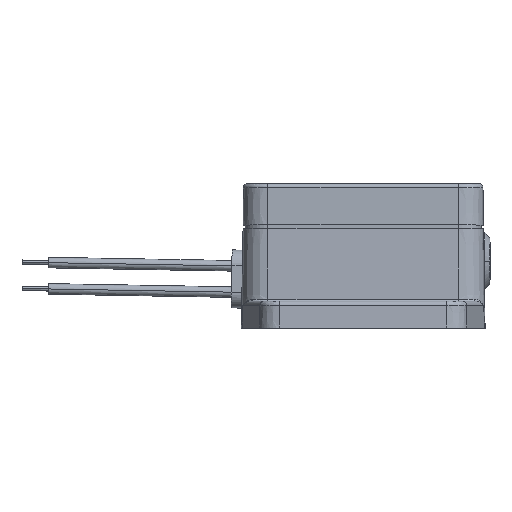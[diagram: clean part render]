
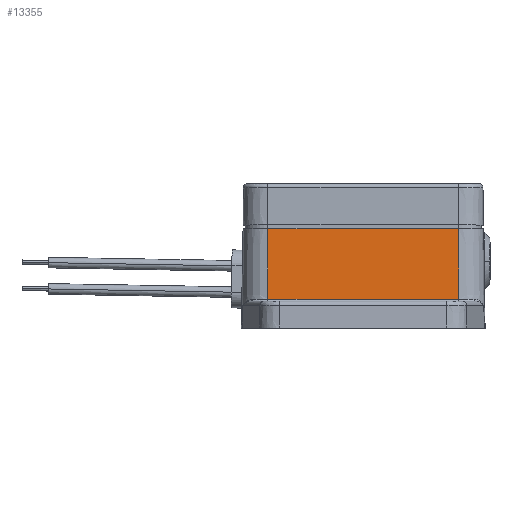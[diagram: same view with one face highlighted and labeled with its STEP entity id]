
A CAD part, top view. The second image highlights one B-rep face of the part: STEP entity #13355.
In plain terms, the highlighted planar face has unit normal (0, 0.018, 1).
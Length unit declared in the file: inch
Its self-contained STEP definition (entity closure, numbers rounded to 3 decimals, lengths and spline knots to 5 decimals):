
#429 = CARTESIAN_POINT ( 'NONE',  ( 0., 0., 1.25984 ) ) ;
#477 = EDGE_LOOP ( 'NONE', ( #38632, #21484, #12799, #26221 ) ) ;
#691 = CARTESIAN_POINT ( 'NONE',  ( 0., -0.67, 1.27154 ) ) ;
#1010 = DIRECTION ( 'NONE',  ( 1., 0., 0. ) ) ;
#4417 = EDGE_CURVE ( 'NONE', #47507, #9745, #16232, .T. ) ;
#5305 = EDGE_CURVE ( 'NONE', #49902, #34831, #11705, .T. ) ;
#5832 = VECTOR ( 'NONE', #28067, 39.37008 ) ;
#8457 = DIRECTION ( 'NONE',  ( 0., -1., 0.017 ) ) ;
#8541 = AXIS2_PLACEMENT_3D ( 'NONE', #429, #31903, #8457 ) ;
#9745 = VERTEX_POINT ( 'NONE', #24368 ) ;
#10096 = VECTOR ( 'NONE', #10403, 39.37008 ) ;
#10403 = DIRECTION ( 'NONE',  ( 0., 1., -0.017 ) ) ;
#11153 = VECTOR ( 'NONE', #23891, 39.37008 ) ;
#11705 = LINE ( 'NONE', #40185, #41699 ) ;
#12057 = CARTESIAN_POINT ( 'NONE',  ( -0.90551, 0., 1.25984 ) ) ;
#12799 = ORIENTED_EDGE ( 'NONE', *, *, #38561, .F. ) ;
#13355 = ADVANCED_FACE ( 'NONE', ( #28380 ), #35687, .T. ) ;
#13592 = LINE ( 'NONE', #47261, #11153 ) ;
#16232 = LINE ( 'NONE', #691, #5832 ) ;
#19250 = LINE ( 'NONE', #37750, #10096 ) ;
#21011 = EDGE_CURVE ( 'NONE', #34831, #9745, #13592, .T. ) ;
#21484 = ORIENTED_EDGE ( 'NONE', *, *, #5305, .F. ) ;
#23891 = DIRECTION ( 'NONE',  ( 0., -1., 0.017 ) ) ;
#24368 = CARTESIAN_POINT ( 'NONE',  ( 0.90551, -0.67, 1.27154 ) ) ;
#26221 = ORIENTED_EDGE ( 'NONE', *, *, #4417, .T. ) ;
#28067 = DIRECTION ( 'NONE',  ( 1., 0., 0. ) ) ;
#28380 = FACE_OUTER_BOUND ( 'NONE', #477, .T. ) ;
#31903 = DIRECTION ( 'NONE',  ( 0., 0.017, 1. ) ) ;
#34831 = VERTEX_POINT ( 'NONE', #39830 ) ;
#35687 = PLANE ( 'NONE',  #8541 ) ;
#37750 = CARTESIAN_POINT ( 'NONE',  ( -0.90551, -19645.66929, 344.17628 ) ) ;
#38561 = EDGE_CURVE ( 'NONE', #47507, #49902, #19250, .T. ) ;
#38632 = ORIENTED_EDGE ( 'NONE', *, *, #21011, .F. ) ;
#39830 = CARTESIAN_POINT ( 'NONE',  ( 0.90551, 0., 1.25984 ) ) ;
#40185 = CARTESIAN_POINT ( 'NONE',  ( -0.90551, 0., 1.25984 ) ) ;
#41699 = VECTOR ( 'NONE', #1010, 39.37008 ) ;
#47261 = CARTESIAN_POINT ( 'NONE',  ( 0.90551, -19645.66929, 344.17628 ) ) ;
#47507 = VERTEX_POINT ( 'NONE', #48657 ) ;
#48657 = CARTESIAN_POINT ( 'NONE',  ( -0.90551, -0.67, 1.27154 ) ) ;
#49902 = VERTEX_POINT ( 'NONE', #12057 ) ;
